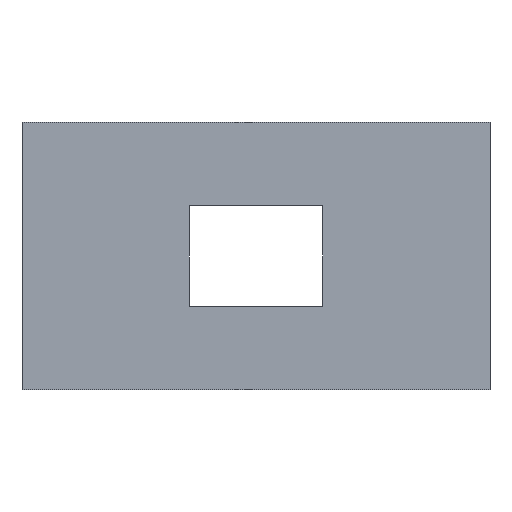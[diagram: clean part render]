
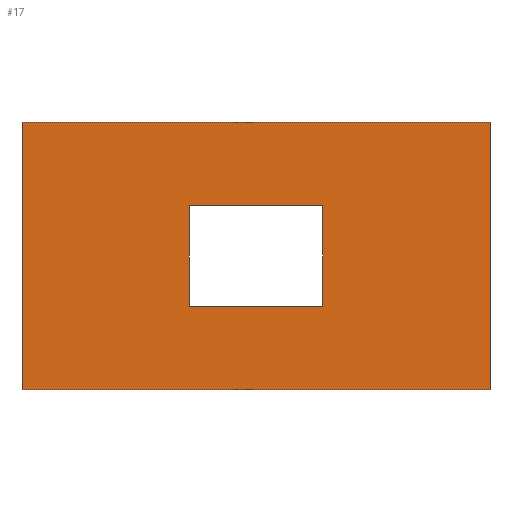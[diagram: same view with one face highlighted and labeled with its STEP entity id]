
A CAD part, front view. The second image highlights one B-rep face of the part: STEP entity #17.
In plain terms, the highlighted planar face has unit normal (0, -1, 0).
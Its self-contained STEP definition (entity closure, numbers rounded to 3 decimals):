
#5 = EDGE_CURVE ( 'NONE', #291, #251, #133, .T. ) ;
#13 = CARTESIAN_POINT ( 'NONE',  ( 28., -4., -16. ) ) ;
#15 = CARTESIAN_POINT ( 'NONE',  ( 28., -4., 16. ) ) ;
#17 = ADVANCED_FACE ( 'NONE', ( #475, #350 ), #445, .F. ) ;
#50 = VERTEX_POINT ( 'NONE', #482 ) ;
#60 = VECTOR ( 'NONE', #241, 1000. ) ;
#61 = LINE ( 'NONE', #167, #149 ) ;
#65 = EDGE_CURVE ( 'NONE', #50, #388, #61, .T. ) ;
#68 = EDGE_CURVE ( 'NONE', #451, #291, #455, .T. ) ;
#69 = VECTOR ( 'NONE', #424, 1000. ) ;
#72 = CARTESIAN_POINT ( 'NONE',  ( -28., -4., -16. ) ) ;
#73 = DIRECTION ( 'NONE',  ( 0., 0., -1. ) ) ;
#74 = CARTESIAN_POINT ( 'NONE',  ( -8., -4., 0. ) ) ;
#75 = DIRECTION ( 'NONE',  ( 0., 1., 0. ) ) ;
#78 = CARTESIAN_POINT ( 'NONE',  ( 28., -4., 16. ) ) ;
#93 = LINE ( 'NONE', #341, #69 ) ;
#109 = EDGE_LOOP ( 'NONE', ( #240, #223, #340, #502 ) ) ;
#110 = EDGE_LOOP ( 'NONE', ( #177, #141, #184, #329 ) ) ;
#123 = CARTESIAN_POINT ( 'NONE',  ( -8., -4., 6. ) ) ;
#128 = CARTESIAN_POINT ( 'NONE',  ( -8., -4., -6. ) ) ;
#133 = LINE ( 'NONE', #490, #276 ) ;
#138 = EDGE_CURVE ( 'NONE', #388, #191, #299, .T. ) ;
#141 = ORIENTED_EDGE ( 'NONE', *, *, #65, .T. ) ;
#143 = VECTOR ( 'NONE', #311, 1000. ) ;
#149 = VECTOR ( 'NONE', #73, 1000. ) ;
#154 = DIRECTION ( 'NONE',  ( 0., 0., -1. ) ) ;
#167 = CARTESIAN_POINT ( 'NONE',  ( 8., -4., 0. ) ) ;
#176 = VECTOR ( 'NONE', #154, 1000. ) ;
#177 = ORIENTED_EDGE ( 'NONE', *, *, #489, .F. ) ;
#184 = ORIENTED_EDGE ( 'NONE', *, *, #138, .T. ) ;
#191 = VERTEX_POINT ( 'NONE', #128 ) ;
#223 = ORIENTED_EDGE ( 'NONE', *, *, #310, .F. ) ;
#226 = VERTEX_POINT ( 'NONE', #123 ) ;
#240 = ORIENTED_EDGE ( 'NONE', *, *, #68, .F. ) ;
#241 = DIRECTION ( 'NONE',  ( 0., 0., 1. ) ) ;
#251 = VERTEX_POINT ( 'NONE', #78 ) ;
#276 = VECTOR ( 'NONE', #324, 1000. ) ;
#278 = VECTOR ( 'NONE', #422, 1000. ) ;
#284 = CARTESIAN_POINT ( 'NONE',  ( 0., -4., 0. ) ) ;
#291 = VERTEX_POINT ( 'NONE', #382 ) ;
#293 = EDGE_CURVE ( 'NONE', #251, #345, #376, .T. ) ;
#294 = VECTOR ( 'NONE', #437, 1000. ) ;
#299 = LINE ( 'NONE', #374, #278 ) ;
#304 = LINE ( 'NONE', #74, #143 ) ;
#310 = EDGE_CURVE ( 'NONE', #345, #451, #93, .T. ) ;
#311 = DIRECTION ( 'NONE',  ( 0., 0., -1. ) ) ;
#318 = DIRECTION ( 'NONE',  ( 0., 0., 1. ) ) ;
#324 = DIRECTION ( 'NONE',  ( 1., 0., 0. ) ) ;
#329 = ORIENTED_EDGE ( 'NONE', *, *, #506, .F. ) ;
#340 = ORIENTED_EDGE ( 'NONE', *, *, #293, .F. ) ;
#341 = CARTESIAN_POINT ( 'NONE',  ( 28., -4., -16. ) ) ;
#345 = VERTEX_POINT ( 'NONE', #13 ) ;
#347 = CARTESIAN_POINT ( 'NONE',  ( 0., -4., 6. ) ) ;
#350 = FACE_OUTER_BOUND ( 'NONE', #109, .T. ) ;
#351 = LINE ( 'NONE', #347, #294 ) ;
#374 = CARTESIAN_POINT ( 'NONE',  ( 0., -4., -6. ) ) ;
#376 = LINE ( 'NONE', #15, #176 ) ;
#382 = CARTESIAN_POINT ( 'NONE',  ( -28., -4., 16. ) ) ;
#388 = VERTEX_POINT ( 'NONE', #515 ) ;
#422 = DIRECTION ( 'NONE',  ( -1., 0., 0. ) ) ;
#424 = DIRECTION ( 'NONE',  ( -1., 0., 0. ) ) ;
#437 = DIRECTION ( 'NONE',  ( -1., 0., 0. ) ) ;
#442 = CARTESIAN_POINT ( 'NONE',  ( -28., -4., 16. ) ) ;
#445 = PLANE ( 'NONE',  #503 ) ;
#451 = VERTEX_POINT ( 'NONE', #72 ) ;
#455 = LINE ( 'NONE', #442, #60 ) ;
#475 = FACE_BOUND ( 'NONE', #110, .T. ) ;
#482 = CARTESIAN_POINT ( 'NONE',  ( 8., -4., 6. ) ) ;
#489 = EDGE_CURVE ( 'NONE', #50, #226, #351, .T. ) ;
#490 = CARTESIAN_POINT ( 'NONE',  ( 28., -4., 16. ) ) ;
#502 = ORIENTED_EDGE ( 'NONE', *, *, #5, .F. ) ;
#503 = AXIS2_PLACEMENT_3D ( 'NONE', #284, #75, #318 ) ;
#506 = EDGE_CURVE ( 'NONE', #226, #191, #304, .T. ) ;
#515 = CARTESIAN_POINT ( 'NONE',  ( 8., -4., -6. ) ) ;
